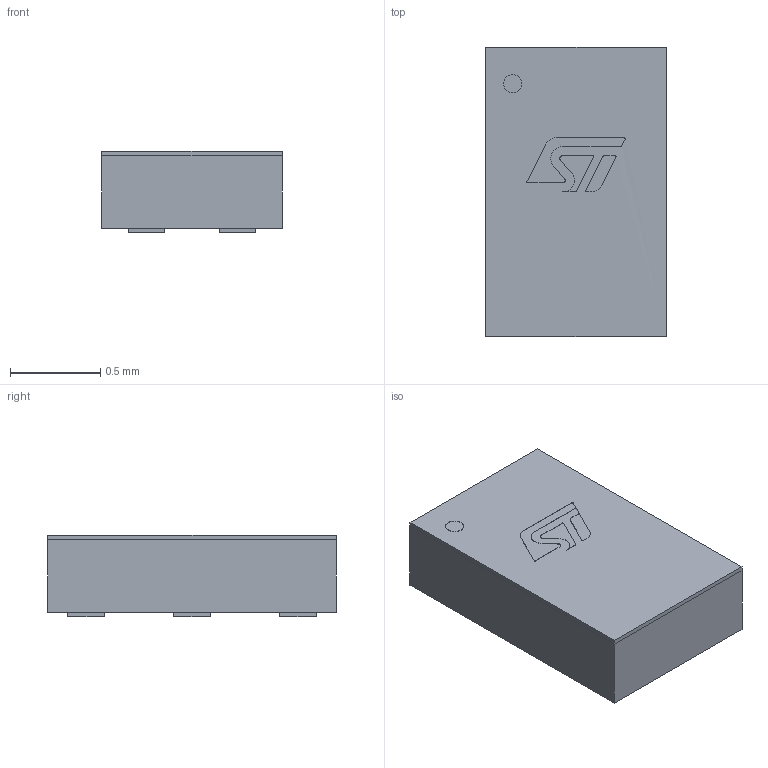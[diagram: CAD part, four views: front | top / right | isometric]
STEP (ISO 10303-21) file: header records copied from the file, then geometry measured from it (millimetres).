
FILE_DESCRIPTION (( 'STEP AP214' ), '1' );
FILE_NAME ('CSP50P100X160X040-6N.STEP', '2024-03-23T20:19:48', ( '' ), ( '' ), 'SwSTEP 2.0', 'SolidWorks 2024', '' );
FILE_SCHEMA (( 'AUTOMOTIVE_DESIGN' ));
Length unit declared in the file: millimetre
Products named in the file (1): CSP50P100X160X040-6N
Bounding box: 1 x 1.6 x 0.45 mm (x, y, z)
Volume: 0.7 mm3; surface area: 10.1 mm2
Topology: 8 solids, 8 shells, 87 faces, 198 edges, 131 vertices
Faces by surface type: plane 66, cylinder 21
Entity records: 3077 total; most frequent: CARTESIAN_POINT 417, DIRECTION 416, ORIENTED_EDGE 396, EDGE_CURVE 198, VECTOR 156, LINE 156, VERTEX_POINT 131, AXIS2_PLACEMENT_3D 130
